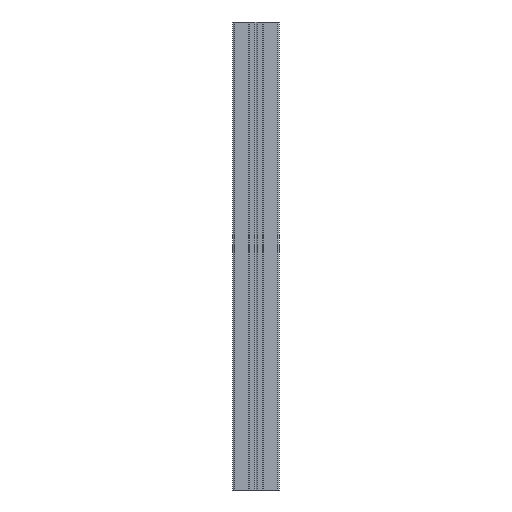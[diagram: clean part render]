
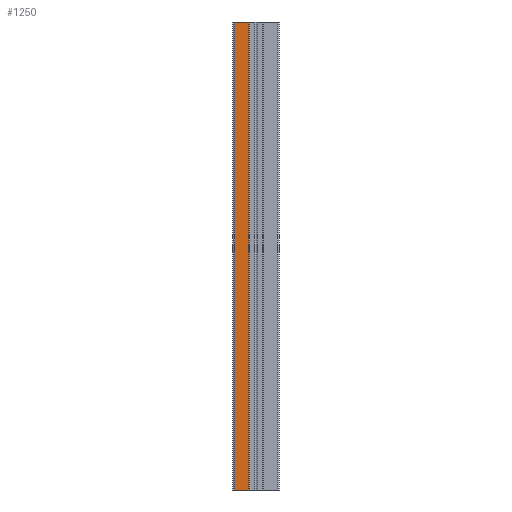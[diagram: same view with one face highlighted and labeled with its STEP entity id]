
A CAD part, left-side view. The second image highlights one B-rep face of the part: STEP entity #1250.
In plain terms, the highlighted planar face has unit normal (-1, 0, 0).
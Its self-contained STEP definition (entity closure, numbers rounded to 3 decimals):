
#31=PLANE('',#1330);
#90=FACE_OUTER_BOUND('',#153,.T.);
#153=EDGE_LOOP('',(#912,#913,#914,#915));
#238=LINE('',#1786,#411);
#239=LINE('',#1789,#412);
#240=LINE('',#1791,#413);
#241=LINE('',#1792,#414);
#411=VECTOR('',#1452,10.);
#412=VECTOR('',#1455,10.);
#413=VECTOR('',#1456,10.);
#414=VECTOR('',#1457,10.);
#585=VERTEX_POINT('',#1782);
#586=VERTEX_POINT('',#1784);
#587=VERTEX_POINT('',#1788);
#588=VERTEX_POINT('',#1790);
#718=EDGE_CURVE('',#585,#586,#238,.T.);
#719=EDGE_CURVE('',#587,#585,#239,.T.);
#720=EDGE_CURVE('',#588,#586,#240,.T.);
#721=EDGE_CURVE('',#587,#588,#241,.T.);
#912=ORIENTED_EDGE('',*,*,#719,.T.);
#913=ORIENTED_EDGE('',*,*,#718,.T.);
#914=ORIENTED_EDGE('',*,*,#720,.F.);
#915=ORIENTED_EDGE('',*,*,#721,.F.);
#1250=ADVANCED_FACE('',(#90),#31,.T.);
#1330=AXIS2_PLACEMENT_3D('',#1787,#1453,#1454);
#1452=DIRECTION('',(0.,0.,1.));
#1453=DIRECTION('center_axis',(-1.,0.,0.));
#1454=DIRECTION('ref_axis',(0.,-1.,0.));
#1455=DIRECTION('',(0.,-1.,0.));
#1456=DIRECTION('',(0.,-1.,0.));
#1457=DIRECTION('',(0.,0.,1.));
#1782=CARTESIAN_POINT('',(520.,573.,0.));
#1784=CARTESIAN_POINT('',(520.,573.,200.));
#1786=CARTESIAN_POINT('',(520.,573.,0.));
#1787=CARTESIAN_POINT('Origin',(520.,579.,0.));
#1788=CARTESIAN_POINT('',(520.,579.,0.));
#1789=CARTESIAN_POINT('',(520.,579.,0.));
#1790=CARTESIAN_POINT('',(520.,579.,200.));
#1791=CARTESIAN_POINT('',(520.,579.,200.));
#1792=CARTESIAN_POINT('',(520.,579.,0.));
